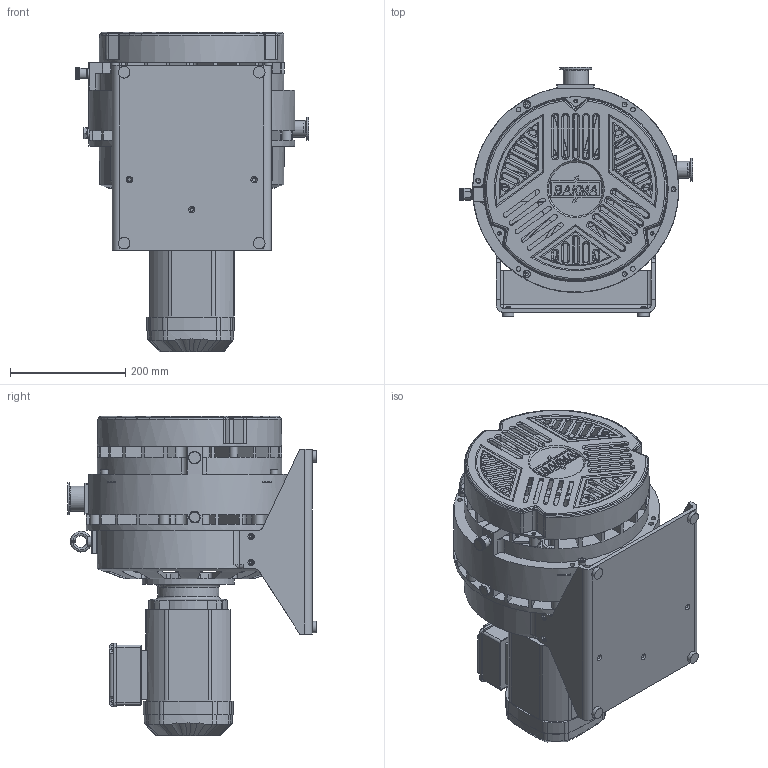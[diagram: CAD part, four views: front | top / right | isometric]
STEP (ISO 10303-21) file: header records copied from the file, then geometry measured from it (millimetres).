
FILE_DESCRIPTION(('STEP AP214'), '1');
FILE_NAME('NVSP35_QUILT_1', '', ('UNSPECIFIED'), ('UNSPECIFIED'), 'ASCON STEP Converter 1.3', 'ASCON Math Kernel', '');
FILE_SCHEMA(('AUTOMOTIVE_DESIGN { 1 0 10303 214 3 1 1}'));
Length unit declared in the file: millimetre
Bounding box: 404.05 x 431 x 553.1 mm (x, y, z)
Surface area: 1810134.4 mm2 (no closed solid volume)
Topology: 0 solids, 1 shells, 4353 faces, 12583 edges, 8217 vertices
Faces by surface type: bspline 1574, cylinder 1424, plane 1045, cone 188, torus 116, sphere 6
Full cylindrical faces by diameter (mm): 2 x2, 3 x4, 3.3 x2, 4 x2, 4.2 x6, 4.5 x6, 5 x18, 5.5 x9, 6 x6, 6.4 x1, 6.5 x3, 6.6 x1, 6.8 x6, 7 x4, 7.5 x4, 8 x8, 8.5 x10, 9.5 x4, 10 x3, 11 x4, 13 x2, 15 x1, 15.5 x1, 17.5 x1, 18 x1, 19 x2, 20 x5, 22 x2, 23 x1, 24.5 x1
Entity records: 283923 total; most frequent: CARTESIAN_POINT 154108, ORIENTED_EDGE 24525, EDGE_CURVE 12265, DIRECTION 12257, VERTEX_POINT 8170, B_SPLINE_CURVE_WITH_KNOTS 7499, AXIS2_PLACEMENT_3D 4901, EDGE_LOOP 4846
